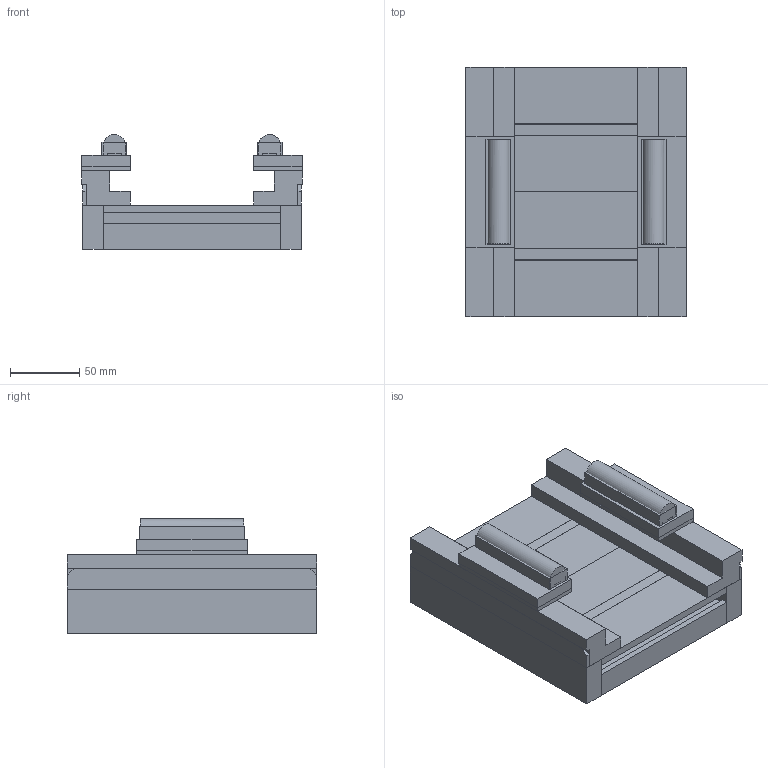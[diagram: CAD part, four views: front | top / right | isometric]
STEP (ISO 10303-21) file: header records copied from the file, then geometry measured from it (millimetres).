
FILE_DESCRIPTION((''),'2;1');
FILE_NAME('147788_CHA_01_000_SIMPLIFICAR_1_ASM','2022-12-17T14:47:00',('michi'),(''),'CREO PARAMETRIC BY PTC INC, 2020342','CREO PARAMETRIC BY PTC INC, 2020342','');
FILE_SCHEMA(('CONFIG_CONTROL_DESIGN'));
Length unit declared in the file: millimetre
Products named in the file (15): S_X_F3LIDO1-793; S_X_F3LIDO2-794; S_X_F3LIDO3-795; S_X_F3LIDO4-796; S_X_F3LIDO5-797; S_X_F3LIDO6-798; S_X_F3LIDO7-799; S_X_F3LIDO8-800; S_X_F3LIDO9-801; S_X_F3LIDO10-802; S_X_F3LIDO11-803; S_X_F3LIDO12-804; S_X_F3LIDO13-805; S_X_F3LIDO14-806; 147788_CHA_01_000_SIMPLIFICAR_1_ASM
Assembly tree (14 placements, depth 2):
  147788_CHA_01_000_SIMPLIFICAR_1_ASM
    S_X_F3LIDO1-793
    S_X_F3LIDO2-794
    S_X_F3LIDO3-795
    S_X_F3LIDO4-796
    S_X_F3LIDO5-797
    S_X_F3LIDO6-798
    S_X_F3LIDO7-799
    S_X_F3LIDO8-800
    S_X_F3LIDO9-801
    S_X_F3LIDO10-802
    S_X_F3LIDO11-803
    S_X_F3LIDO12-804
    S_X_F3LIDO13-805
    S_X_F3LIDO14-806
Bounding box: 159 x 180 x 83 mm (x, y, z)
Volume: 759184.8 mm3; surface area: 361300.5 mm2
Topology: 14 solids, 14 shells, 358 faces, 1038 edges, 714 vertices
Faces by surface type: plane 324, cylinder 34
Entity records: 12130 total; most frequent: CARTESIAN_POINT 2139, ORIENTED_EDGE 2076, DIRECTION 1930, EDGE_CURVE 1038, VECTOR 920, LINE 920, VERTEX_POINT 714, AXIS2_PLACEMENT_3D 505
